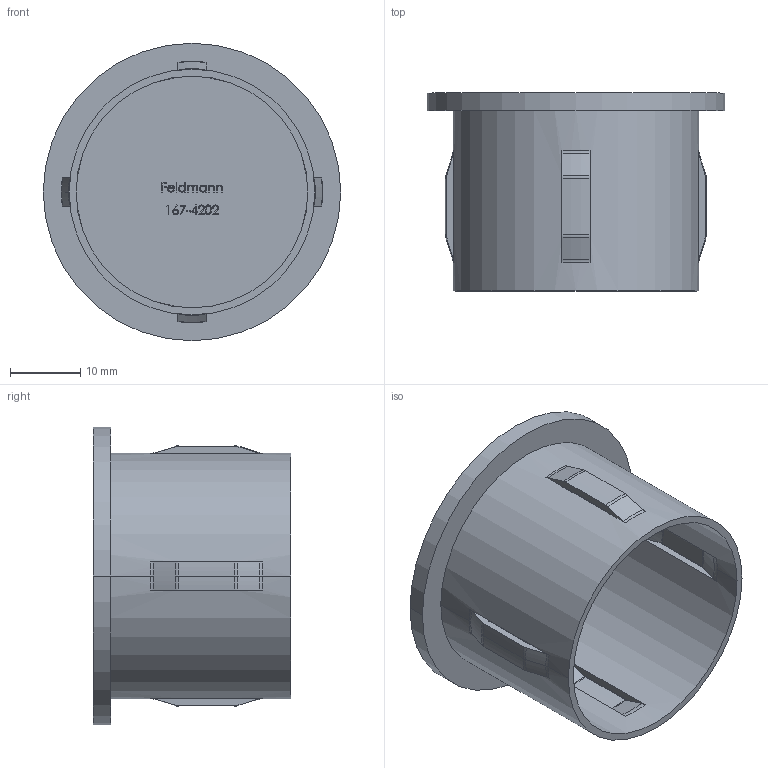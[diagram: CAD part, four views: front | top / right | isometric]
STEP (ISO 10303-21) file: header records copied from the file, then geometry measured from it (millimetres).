
FILE_DESCRIPTION (( 'STEP AP203' ), '1' );
FILE_NAME ('167-4202.step', '2019-09-16T06:57:13', ( '' ), ( '' ), 'SwSTEP 2.0', 'SolidWorks 2015', '' );
FILE_SCHEMA (( 'CONFIG_CONTROL_DESIGN' ));
Length unit declared in the file: millimetre
Products named in the file (1): 167-4202
Bounding box: 42.4 x 28.2 x 42.4 mm (x, y, z)
Volume: 6279.6 mm3; surface area: 8862.3 mm2
Topology: 1 solids, 1 shells, 294 faces, 812 edges, 532 vertices
Faces by surface type: plane 140, bspline 78, torus 40, cone 20, cylinder 16
Entity records: 13945 total; most frequent: CARTESIAN_POINT 7005, ORIENTED_EDGE 1624, DIRECTION 1086, EDGE_CURVE 812, VERTEX_POINT 532, LINE 436, VECTOR 436, AXIS2_PLACEMENT_3D 325
